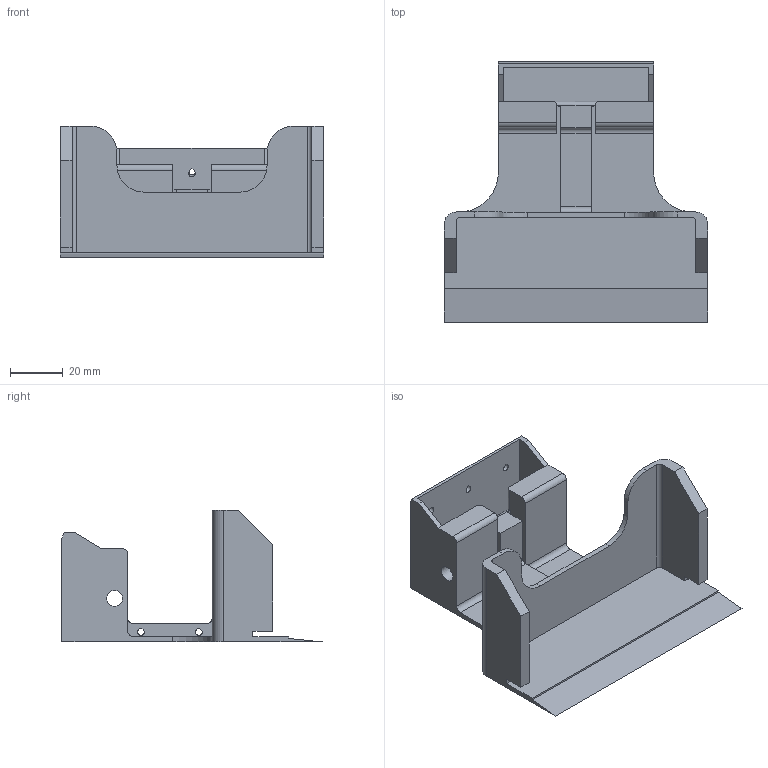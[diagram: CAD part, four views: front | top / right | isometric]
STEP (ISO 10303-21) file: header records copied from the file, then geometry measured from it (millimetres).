
FILE_DESCRIPTION(/* description */ (''),/* implementation_level */ '2;1');
FILE_NAME(/* name */ '01.Esguicho_Main_Body v22.step',/* time_stamp */ '2022-10-30T15:16:25-03:00',/* author */ (''),/* organization */ (''),/* preprocessor_version */ 'ST-DEVELOPER v19.2',/* originating_system */ 'Autodesk Translation Framework v11.17.0.187',/* authorisation */ '');
FILE_SCHEMA (('AUTOMOTIVE_DESIGN { 1 0 10303 214 3 1 1 }'));
Length unit declared in the file: millimetre
Products named in the file (1): 01.Esguicho_Main_Body
Bounding box: 100 x 98.77 x 50 mm (x, y, z)
Volume: 52480.6 mm3; surface area: 39203.2 mm2
Topology: 1 solids, 1 shells, 87 faces, 259 edges, 170 vertices
Faces by surface type: plane 60, cylinder 27
Full cylindrical faces by diameter (mm): 6 x3
Entity records: 2977 total; most frequent: ORIENTED_EDGE 518, CARTESIAN_POINT 517, DIRECTION 491, EDGE_CURVE 259, LINE 203, VECTOR 203, VERTEX_POINT 170, AXIS2_PLACEMENT_3D 144
